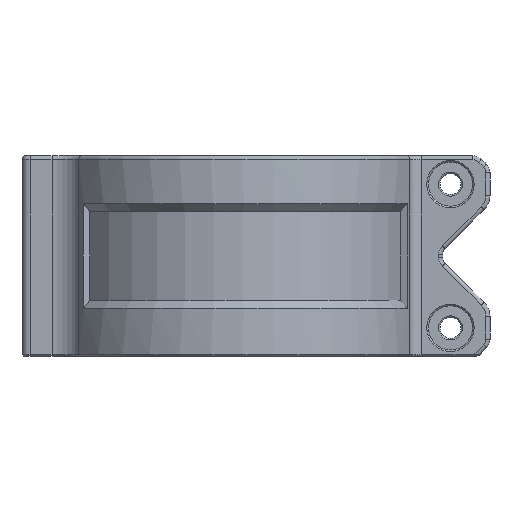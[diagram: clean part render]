
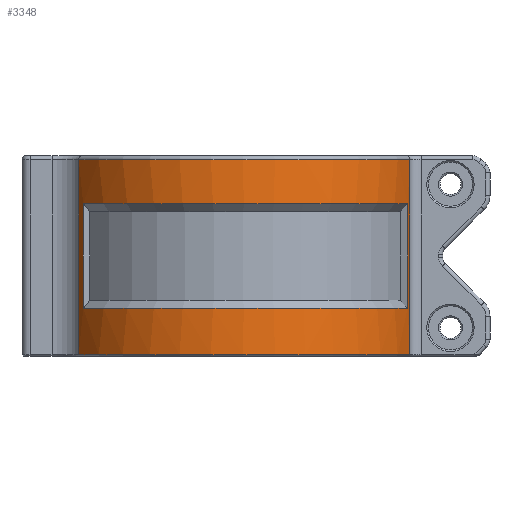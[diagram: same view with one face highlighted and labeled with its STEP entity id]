
A CAD part, front view. The second image highlights one B-rep face of the part: STEP entity #3348.
In plain terms, the highlighted cylindrical face has radius 46.25 mm (diameter 92.5 mm), a partial arc.
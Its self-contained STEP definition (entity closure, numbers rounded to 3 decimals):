
#72=FACE_BOUND('',#1071,.T.);
#271=LINE('',#5778,#495);
#321=LINE('',#6267,#545);
#322=LINE('',#6272,#546);
#323=LINE('',#6275,#547);
#495=VECTOR('',#4353,10.);
#545=VECTOR('',#4811,10.);
#546=VECTOR('',#4814,10.);
#547=VECTOR('',#4817,10.);
#653=CYLINDRICAL_SURFACE('',#3802,46.25);
#838=FACE_OUTER_BOUND('',#1070,.T.);
#1070=EDGE_LOOP('',(#2907,#2908,#2909,#2910));
#1071=EDGE_LOOP('',(#2911,#2912,#2913,#2914));
#1222=CIRCLE('',#3575,46.25);
#1339=CIRCLE('',#3764,46.25);
#1362=CIRCLE('',#3803,46.25);
#1363=CIRCLE('',#3804,46.25);
#1519=VERTEX_POINT('',#5471);
#1520=VERTEX_POINT('',#5473);
#1547=VERTEX_POINT('',#5776);
#1628=VERTEX_POINT('',#6198);
#1645=VERTEX_POINT('',#6268);
#1646=VERTEX_POINT('',#6269);
#1647=VERTEX_POINT('',#6271);
#1648=VERTEX_POINT('',#6273);
#1862=EDGE_CURVE('',#1519,#1520,#1222,.T.);
#1913=EDGE_CURVE('',#1547,#1519,#271,.T.);
#2063=EDGE_CURVE('',#1628,#1547,#1339,.T.);
#2093=EDGE_CURVE('',#1520,#1628,#321,.T.);
#2094=EDGE_CURVE('',#1645,#1646,#1362,.T.);
#2095=EDGE_CURVE('',#1646,#1647,#322,.T.);
#2096=EDGE_CURVE('',#1647,#1648,#1363,.T.);
#2097=EDGE_CURVE('',#1648,#1645,#323,.T.);
#2907=ORIENTED_EDGE('',*,*,#1862,.F.);
#2908=ORIENTED_EDGE('',*,*,#1913,.F.);
#2909=ORIENTED_EDGE('',*,*,#2063,.F.);
#2910=ORIENTED_EDGE('',*,*,#2093,.F.);
#2911=ORIENTED_EDGE('',*,*,#2094,.T.);
#2912=ORIENTED_EDGE('',*,*,#2095,.T.);
#2913=ORIENTED_EDGE('',*,*,#2096,.T.);
#2914=ORIENTED_EDGE('',*,*,#2097,.T.);
#3348=ADVANCED_FACE('',(#838,#72),#653,.T.);
#3575=AXIS2_PLACEMENT_3D('',#5474,#4280,#4281);
#3764=AXIS2_PLACEMENT_3D('',#6207,#4726,#4727);
#3802=AXIS2_PLACEMENT_3D('',#6266,#4809,#4810);
#3803=AXIS2_PLACEMENT_3D('',#6270,#4812,#4813);
#3804=AXIS2_PLACEMENT_3D('',#6274,#4815,#4816);
#4280=DIRECTION('center_axis',(0.,0.,-1.));
#4281=DIRECTION('ref_axis',(1.,0.,0.));
#4353=DIRECTION('',(0.,0.,-1.));
#4726=DIRECTION('center_axis',(0.,0.,1.));
#4727=DIRECTION('ref_axis',(0.138,-0.99,0.));
#4809=DIRECTION('center_axis',(0.,0.,1.));
#4810=DIRECTION('ref_axis',(1.,0.,0.));
#4811=DIRECTION('',(0.,0.,1.));
#4812=DIRECTION('center_axis',(0.,0.,1.));
#4813=DIRECTION('ref_axis',(1.,0.,0.));
#4814=DIRECTION('',(0.,0.,-1.));
#4815=DIRECTION('center_axis',(0.,0.,-1.));
#4816=DIRECTION('ref_axis',(1.,0.,0.));
#4817=DIRECTION('',(0.,0.,1.));
#5471=CARTESIAN_POINT('',(44.053,-14.086,0.4));
#5473=CARTESIAN_POINT('',(-38.535,-25.576,0.4));
#5474=CARTESIAN_POINT('Origin',(0.,0.,0.4));
#5776=CARTESIAN_POINT('',(44.053,-14.086,49.));
#5778=CARTESIAN_POINT('',(44.053,-14.086,0.));
#6198=CARTESIAN_POINT('',(-38.535,-25.576,49.));
#6207=CARTESIAN_POINT('Origin',(0.,0.,49.));
#6266=CARTESIAN_POINT('Origin',(0.,0.,0.));
#6267=CARTESIAN_POINT('',(-38.535,-25.576,0.));
#6268=CARTESIAN_POINT('',(-37.417,-27.185,38.));
#6269=CARTESIAN_POINT('',(43.461,-15.818,38.));
#6270=CARTESIAN_POINT('Origin',(0.,0.,38.));
#6271=CARTESIAN_POINT('',(43.461,-15.818,12.));
#6272=CARTESIAN_POINT('',(43.461,-15.818,0.));
#6273=CARTESIAN_POINT('',(-37.417,-27.185,12.));
#6274=CARTESIAN_POINT('Origin',(0.,0.,12.));
#6275=CARTESIAN_POINT('',(-37.417,-27.185,0.));
